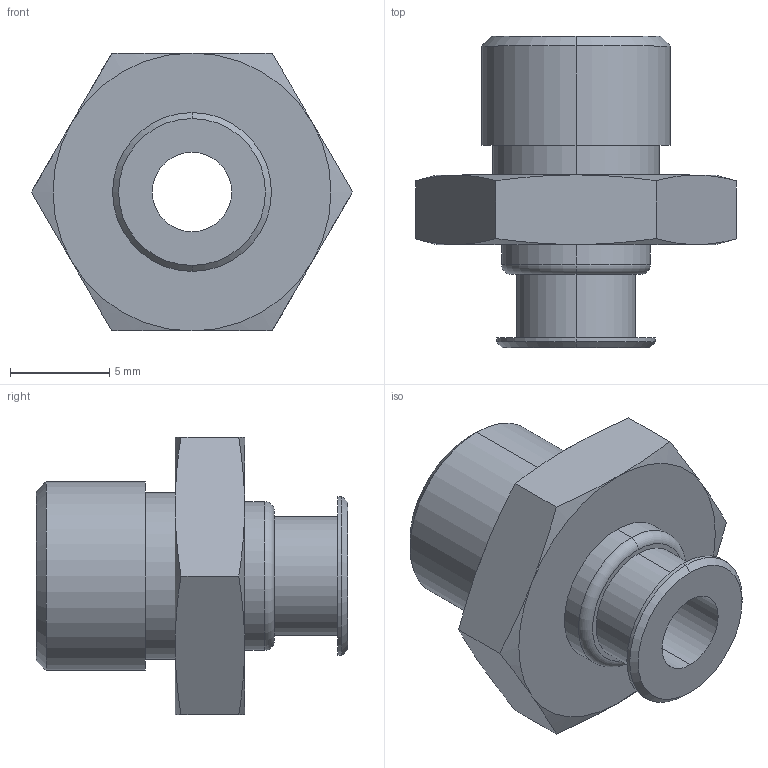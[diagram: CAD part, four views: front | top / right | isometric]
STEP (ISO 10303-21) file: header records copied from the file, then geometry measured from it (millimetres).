
FILE_DESCRIPTION(('STEP AP214'),'1');
FILE_NAME('COVAL_IM18P3.stp','2017-12-28T08:28:34',('TraceParts'),('TraceParts S.A.'),'Spatial InterOp 3D',' ',' ');
FILE_SCHEMA(('automotive_design'));
Length unit declared in the file: millimetre
Products named in the file (1): COVAL_IM18P3
Bounding box: 16.17 x 15.7 x 14 mm (x, y, z)
Volume: 981.4 mm3; surface area: 1105.6 mm2
Topology: 1 solids, 1 shells, 46 faces, 96 edges, 58 vertices
Faces by surface type: cone 16, cylinder 14, plane 14, torus 2
Entity records: 1275 total; most frequent: CARTESIAN_POINT 281, DIRECTION 214, ORIENTED_EDGE 192, EDGE_CURVE 96, AXIS2_PLACEMENT_3D 95, VERTEX_POINT 58, EDGE_LOOP 54, CIRCLE 48
